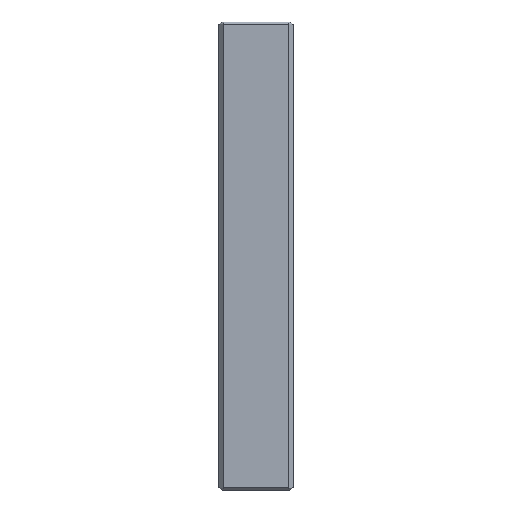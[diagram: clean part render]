
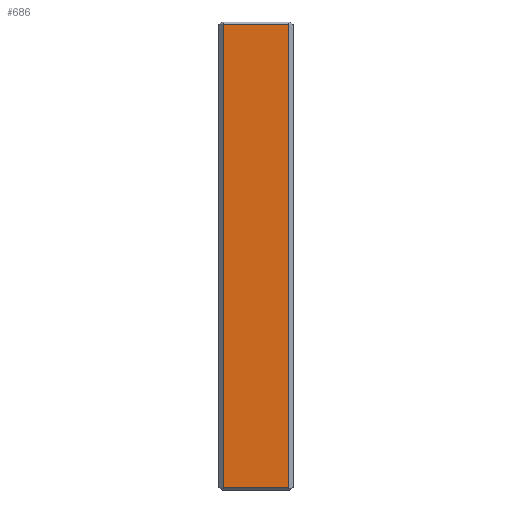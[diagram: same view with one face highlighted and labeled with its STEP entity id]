
A CAD part, front view. The second image highlights one B-rep face of the part: STEP entity #686.
In plain terms, the highlighted planar face has unit normal (0, -1, 0).
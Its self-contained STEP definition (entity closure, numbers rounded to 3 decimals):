
#25 = EDGE_LOOP ( 'NONE', ( #103, #492, #212, #635 ) ) ;
#68 = CARTESIAN_POINT ( 'NONE',  ( 14.243, -0.707, 13.5 ) ) ;
#103 = ORIENTED_EDGE ( 'NONE', *, *, #579, .T. ) ;
#130 = DIRECTION ( 'NONE',  ( 1., 0., 0. ) ) ;
#135 = CARTESIAN_POINT ( 'NONE',  ( 3.757, -0.707, 151.6 ) ) ;
#141 = LINE ( 'NONE', #376, #386 ) ;
#161 = DIRECTION ( 'NONE',  ( -1., 0., 0. ) ) ;
#162 = LINE ( 'NONE', #458, #592 ) ;
#169 = EDGE_CURVE ( 'NONE', #568, #343, #274, .T. ) ;
#187 = AXIS2_PLACEMENT_3D ( 'NONE', #607, #489, #130 ) ;
#212 = ORIENTED_EDGE ( 'NONE', *, *, #510, .F. ) ;
#221 = VERTEX_POINT ( 'NONE', #539 ) ;
#247 = DIRECTION ( 'NONE',  ( 0., 0., 1. ) ) ;
#274 = LINE ( 'NONE', #734, #454 ) ;
#311 = CARTESIAN_POINT ( 'NONE',  ( 3.757, -0.707, 77.4 ) ) ;
#343 = VERTEX_POINT ( 'NONE', #135 ) ;
#376 = CARTESIAN_POINT ( 'NONE',  ( 14.243, -0.707, 77.4 ) ) ;
#386 = VECTOR ( 'NONE', #476, 1000. ) ;
#454 = VECTOR ( 'NONE', #161, 1000. ) ;
#458 = CARTESIAN_POINT ( 'NONE',  ( 3.757, -0.707, 13.5 ) ) ;
#476 = DIRECTION ( 'NONE',  ( 1., 0., 0. ) ) ;
#489 = DIRECTION ( 'NONE',  ( 0., 1., 0. ) ) ;
#492 = ORIENTED_EDGE ( 'NONE', *, *, #169, .T. ) ;
#510 = EDGE_CURVE ( 'NONE', #692, #343, #162, .T. ) ;
#539 = CARTESIAN_POINT ( 'NONE',  ( 14.243, -0.707, 77.4 ) ) ;
#568 = VERTEX_POINT ( 'NONE', #591 ) ;
#579 = EDGE_CURVE ( 'NONE', #221, #568, #587, .T. ) ;
#587 = LINE ( 'NONE', #68, #744 ) ;
#591 = CARTESIAN_POINT ( 'NONE',  ( 14.243, -0.707, 151.6 ) ) ;
#592 = VECTOR ( 'NONE', #681, 1000. ) ;
#607 = CARTESIAN_POINT ( 'NONE',  ( 14.243, -0.707, -3. ) ) ;
#635 = ORIENTED_EDGE ( 'NONE', *, *, #740, .T. ) ;
#654 = PLANE ( 'NONE',  #187 ) ;
#681 = DIRECTION ( 'NONE',  ( 0., 0., 1. ) ) ;
#686 = ADVANCED_FACE ( 'NONE', ( #716 ), #654, .F. ) ;
#692 = VERTEX_POINT ( 'NONE', #311 ) ;
#716 = FACE_OUTER_BOUND ( 'NONE', #25, .T. ) ;
#734 = CARTESIAN_POINT ( 'NONE',  ( 3.757, -0.707, 151.6 ) ) ;
#740 = EDGE_CURVE ( 'NONE', #692, #221, #141, .T. ) ;
#744 = VECTOR ( 'NONE', #247, 1000. ) ;
